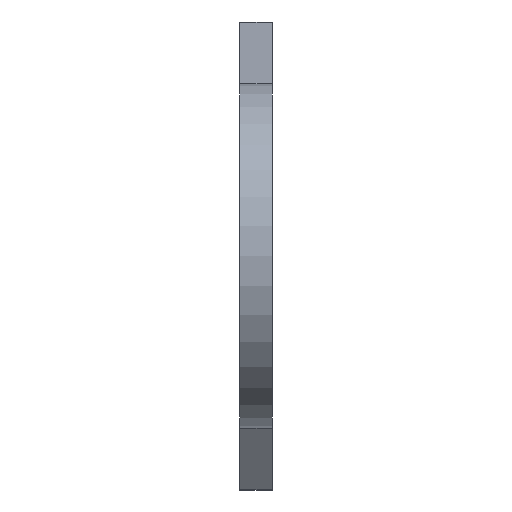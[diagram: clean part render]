
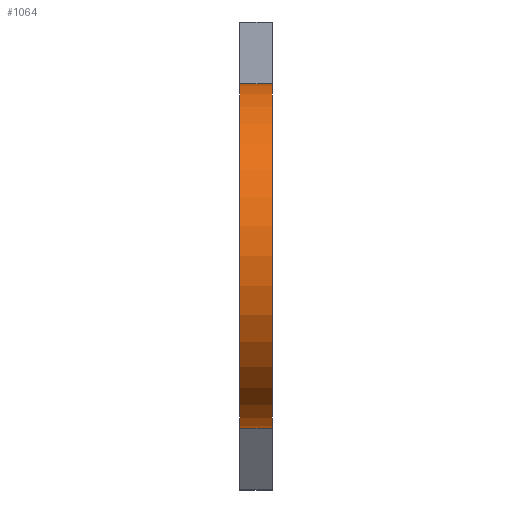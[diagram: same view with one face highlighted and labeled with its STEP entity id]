
A CAD part, left-side view. The second image highlights one B-rep face of the part: STEP entity #1064.
In plain terms, the highlighted cylindrical face has radius 10.5 mm (diameter 21 mm), a partial arc.
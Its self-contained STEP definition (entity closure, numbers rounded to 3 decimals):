
#42 = ORIENTED_EDGE ( 'NONE', *, *, #2319, .F. ) ;
#106 = EDGE_CURVE ( 'NONE', #1123, #810, #683, .T. ) ;
#130 = CARTESIAN_POINT ( 'NONE',  ( -34.662, 0., 0. ) ) ;
#148 = AXIS2_PLACEMENT_3D ( 'NONE', #1602, #1180, #485 ) ;
#186 = CIRCLE ( 'NONE', #1047, 10.5 ) ;
#389 = AXIS2_PLACEMENT_3D ( 'NONE', #1749, #621, #643 ) ;
#485 = DIRECTION ( 'NONE',  ( 0., 0., -1. ) ) ;
#581 = CARTESIAN_POINT ( 'NONE',  ( -34.662, 2., 10.5 ) ) ;
#583 = ORIENTED_EDGE ( 'NONE', *, *, #694, .T. ) ;
#601 = CIRCLE ( 'NONE', #389, 10.5 ) ;
#621 = DIRECTION ( 'NONE',  ( 0., 1., 0. ) ) ;
#643 = DIRECTION ( 'NONE',  ( 0., 0., -1. ) ) ;
#683 = LINE ( 'NONE', #1070, #907 ) ;
#694 = EDGE_CURVE ( 'NONE', #810, #1750, #186, .T. ) ;
#730 = VERTEX_POINT ( 'NONE', #2045 ) ;
#756 = LINE ( 'NONE', #581, #2220 ) ;
#810 = VERTEX_POINT ( 'NONE', #1876 ) ;
#907 = VECTOR ( 'NONE', #1445, 1000. ) ;
#971 = EDGE_CURVE ( 'NONE', #730, #1750, #756, .T. ) ;
#1047 = AXIS2_PLACEMENT_3D ( 'NONE', #130, #1431, #2390 ) ;
#1064 = ADVANCED_FACE ( 'NONE', ( #1469 ), #2192, .T. ) ;
#1070 = CARTESIAN_POINT ( 'NONE',  ( -34.662, 2., -10.5 ) ) ;
#1099 = EDGE_LOOP ( 'NONE', ( #583, #1763, #42, #2060 ) ) ;
#1123 = VERTEX_POINT ( 'NONE', #1313 ) ;
#1180 = DIRECTION ( 'NONE',  ( 0., -1., 0. ) ) ;
#1313 = CARTESIAN_POINT ( 'NONE',  ( -34.662, 2., -10.5 ) ) ;
#1364 = DIRECTION ( 'NONE',  ( 0., -1., 0. ) ) ;
#1431 = DIRECTION ( 'NONE',  ( 0., 1., 0. ) ) ;
#1445 = DIRECTION ( 'NONE',  ( 0., -1., 0. ) ) ;
#1469 = FACE_OUTER_BOUND ( 'NONE', #1099, .T. ) ;
#1529 = CARTESIAN_POINT ( 'NONE',  ( -34.662, 0., 10.5 ) ) ;
#1602 = CARTESIAN_POINT ( 'NONE',  ( -34.662, 2., 0. ) ) ;
#1749 = CARTESIAN_POINT ( 'NONE',  ( -34.662, 2., 0. ) ) ;
#1750 = VERTEX_POINT ( 'NONE', #1529 ) ;
#1763 = ORIENTED_EDGE ( 'NONE', *, *, #971, .F. ) ;
#1876 = CARTESIAN_POINT ( 'NONE',  ( -34.662, 0., -10.5 ) ) ;
#2045 = CARTESIAN_POINT ( 'NONE',  ( -34.662, 2., 10.5 ) ) ;
#2060 = ORIENTED_EDGE ( 'NONE', *, *, #106, .T. ) ;
#2192 = CYLINDRICAL_SURFACE ( 'NONE', #148, 10.5 ) ;
#2220 = VECTOR ( 'NONE', #1364, 1000. ) ;
#2319 = EDGE_CURVE ( 'NONE', #1123, #730, #601, .T. ) ;
#2390 = DIRECTION ( 'NONE',  ( 0., 0., -1. ) ) ;
